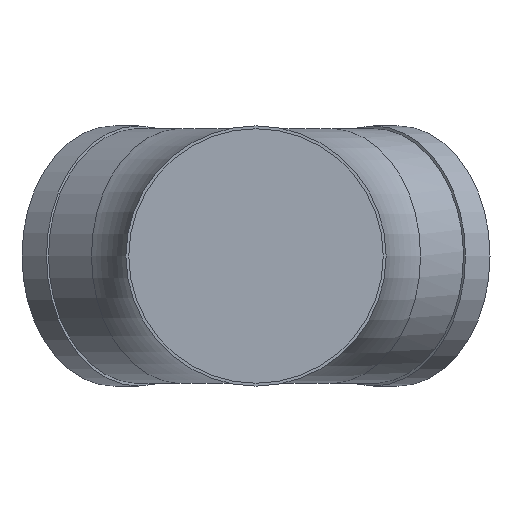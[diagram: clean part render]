
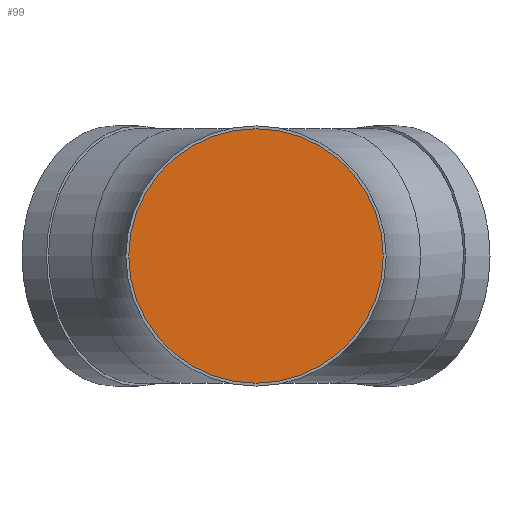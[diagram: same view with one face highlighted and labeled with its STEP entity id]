
A CAD part, front view. The second image highlights one B-rep face of the part: STEP entity #99.
In plain terms, the highlighted planar face has unit normal (0, -1, 0).
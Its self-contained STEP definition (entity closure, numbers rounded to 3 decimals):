
#99 = ADVANCED_FACE( '', ( #203 ), #204, .T. );
#203 = FACE_OUTER_BOUND( '', #307, .T. );
#204 = PLANE( '', #308 );
#307 = EDGE_LOOP( '', ( #437 ) );
#308 = AXIS2_PLACEMENT_3D( '', #438, #439, #440 );
#437 = ORIENTED_EDGE( '', *, *, #507, .T. );
#438 = CARTESIAN_POINT( '', ( 0., 50., 0. ) );
#439 = DIRECTION( '', ( 0., -1., 0. ) );
#440 = DIRECTION( '', ( 0., 0., -1. ) );
#507 = EDGE_CURVE( '', #564, #564, #565, .T. );
#564 = VERTEX_POINT( '', #642 );
#565 = CIRCLE( '', #643, 200. );
#642 = CARTESIAN_POINT( '', ( 0., 50., -200. ) );
#643 = AXIS2_PLACEMENT_3D( '', #883, #884, #885 );
#883 = CARTESIAN_POINT( '', ( 0., 50., 0. ) );
#884 = DIRECTION( '', ( 0., -1., 0. ) );
#885 = DIRECTION( '', ( 0., 0., -1. ) );
